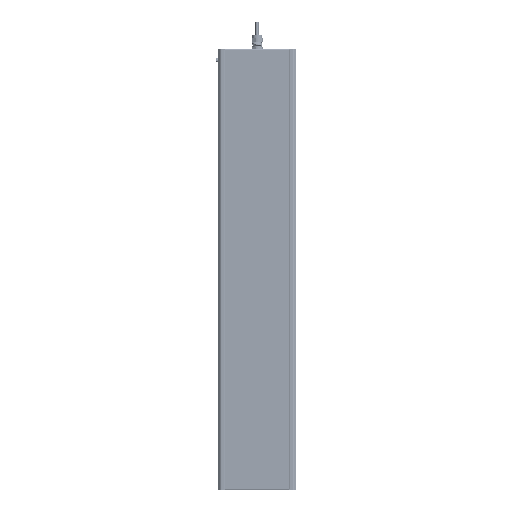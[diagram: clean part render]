
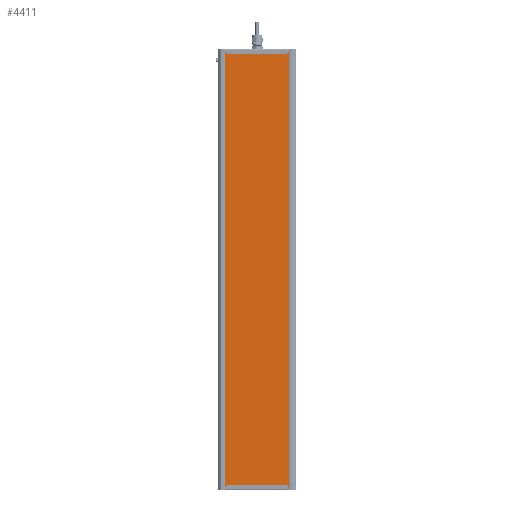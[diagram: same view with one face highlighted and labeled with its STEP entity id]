
A CAD part, front view. The second image highlights one B-rep face of the part: STEP entity #4411.
In plain terms, the highlighted face is planar.
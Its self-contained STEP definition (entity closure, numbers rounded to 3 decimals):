
#4411=ADVANCED_FACE('',(#8732),#8734,.T.);
#8732=FACE_BOUND('',#8733,.T.);
#8733=EDGE_LOOP('',(#40437,#40438,#40439,#40440));
#8734=PLANE('',#8735);
#8735=AXIS2_PLACEMENT_3D('',#8736,#8737,#8738);
#8736=CARTESIAN_POINT('',(2111.497,401.002,-34.582));
#8737=DIRECTION('',(0.,0.,-1.));
#8738=DIRECTION('',(0.,1.,0.));
#40437=ORIENTED_EDGE('',*,*,#46995,.F.);
#40438=ORIENTED_EDGE('',*,*,#46994,.T.);
#40439=ORIENTED_EDGE('',*,*,#46996,.F.);
#40440=ORIENTED_EDGE('',*,*,#46986,.F.);
#46986=EDGE_CURVE('',#51702,#51705,#51706,.T.);
#46994=EDGE_CURVE('',#51715,#51717,#51719,.T.);
#46995=EDGE_CURVE('',#51715,#51702,#51720,.T.);
#46996=EDGE_CURVE('',#51705,#51717,#51721,.T.);
#51702=VERTEX_POINT('',#61490);
#51705=VERTEX_POINT('',#61495);
#51706=LINE('',#61496,#61497);
#51715=VERTEX_POINT('',#61517);
#51717=VERTEX_POINT('',#61521);
#51719=LINE('',#61525,#61526);
#51720=LINE('',#61528,#61529);
#51721=LINE('',#61531,#61532);
#61490=CARTESIAN_POINT('',(2111.497,401.002,-34.582));
#61495=CARTESIAN_POINT('',(3157.497,401.002,-34.582));
#61496=CARTESIAN_POINT('',(2111.497,401.002,-34.582));
#61497=VECTOR('',#61498,1.);
#61498=DIRECTION('',(1.,0.,0.));
#61517=CARTESIAN_POINT('',(2111.497,565.13,-34.582));
#61521=CARTESIAN_POINT('',(3157.497,565.13,-34.582));
#61525=CARTESIAN_POINT('',(2111.497,565.13,-34.582));
#61526=VECTOR('',#61527,1.);
#61527=DIRECTION('',(1.,0.,0.));
#61528=CARTESIAN_POINT('',(2111.497,565.13,-34.582));
#61529=VECTOR('',#61530,1.);
#61530=DIRECTION('',(0.,-1.,0.));
#61531=CARTESIAN_POINT('',(3157.497,401.002,-34.582));
#61532=VECTOR('',#61533,1.);
#61533=DIRECTION('',(0.,1.,0.));
